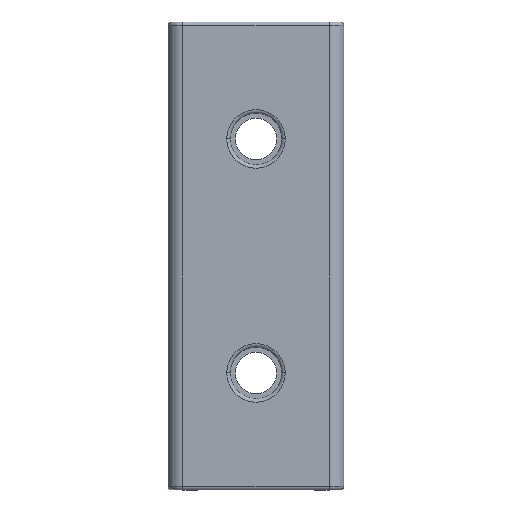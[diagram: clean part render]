
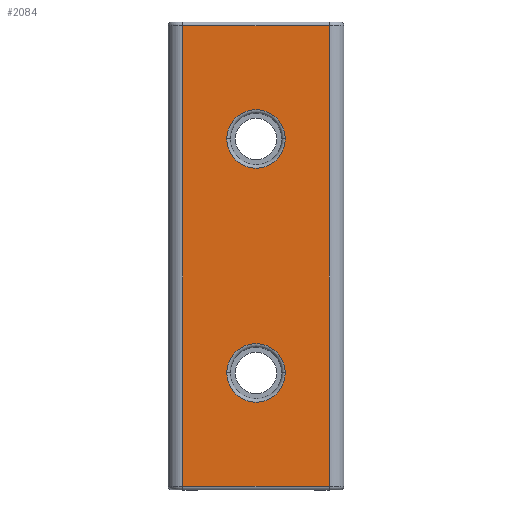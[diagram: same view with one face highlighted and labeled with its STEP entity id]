
A CAD part, top view. The second image highlights one B-rep face of the part: STEP entity #2084.
In plain terms, the highlighted planar face has unit normal (0, 0, 1).
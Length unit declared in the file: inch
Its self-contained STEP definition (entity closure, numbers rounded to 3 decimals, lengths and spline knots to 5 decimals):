
#9 = DIRECTION ( 'NONE',  ( 0., 0., -1. ) ) ;
#16 = FACE_OUTER_BOUND ( 'NONE', #834, .T. ) ;
#43 = VERTEX_POINT ( 'NONE', #1440 ) ;
#49 = LINE ( 'NONE', #1554, #1992 ) ;
#156 = VECTOR ( 'NONE', #2082, 39.37008 ) ;
#243 = VECTOR ( 'NONE', #302, 39.37008 ) ;
#247 = CIRCLE ( 'NONE', #573, 0.125 ) ;
#248 = DIRECTION ( 'NONE',  ( 0., -1., 0. ) ) ;
#264 = CARTESIAN_POINT ( 'NONE',  ( 0., 1.5, 0. ) ) ;
#269 = FACE_BOUND ( 'NONE', #1006, .T. ) ;
#302 = DIRECTION ( 'NONE',  ( 0., 1., 0. ) ) ;
#372 = AXIS2_PLACEMENT_3D ( 'NONE', #593, #9, #1902 ) ;
#410 = CIRCLE ( 'NONE', #372, 0.125 ) ;
#425 = DIRECTION ( 'NONE',  ( -1., 0., 0. ) ) ;
#479 = CARTESIAN_POINT ( 'NONE',  ( -0.125, 0.5, 0. ) ) ;
#526 = CARTESIAN_POINT ( 'NONE',  ( 0.125, 1.5, 0. ) ) ;
#540 = DIRECTION ( 'NONE',  ( 0., 0., -1. ) ) ;
#573 = AXIS2_PLACEMENT_3D ( 'NONE', #264, #2408, #2243 ) ;
#576 = VERTEX_POINT ( 'NONE', #1479 ) ;
#577 = VERTEX_POINT ( 'NONE', #1457 ) ;
#593 = CARTESIAN_POINT ( 'NONE',  ( 0., 0.5, 0. ) ) ;
#615 = EDGE_CURVE ( 'NONE', #1421, #1068, #1305, .T. ) ;
#683 = EDGE_CURVE ( 'NONE', #43, #1678, #1174, .T. ) ;
#703 = LINE ( 'NONE', #2048, #243 ) ;
#819 = EDGE_LOOP ( 'NONE', ( #1111, #1602 ) ) ;
#834 = EDGE_LOOP ( 'NONE', ( #1485, #1443, #1236, #2069 ) ) ;
#924 = CARTESIAN_POINT ( 'NONE',  ( -0.375, 0.015, 0. ) ) ;
#956 = EDGE_CURVE ( 'NONE', #577, #1439, #247, .T. ) ;
#969 = DIRECTION ( 'NONE',  ( 0., 0., -1. ) ) ;
#1006 = EDGE_LOOP ( 'NONE', ( #1026, #1041 ) ) ;
#1026 = ORIENTED_EDGE ( 'NONE', *, *, #956, .T. ) ;
#1041 = ORIENTED_EDGE ( 'NONE', *, *, #1638, .T. ) ;
#1059 = CIRCLE ( 'NONE', #1466, 0.125 ) ;
#1068 = VERTEX_POINT ( 'NONE', #1921 ) ;
#1111 = ORIENTED_EDGE ( 'NONE', *, *, #1872, .T. ) ;
#1128 = CARTESIAN_POINT ( 'NONE',  ( -0.3125, 1.985, 0. ) ) ;
#1152 = CARTESIAN_POINT ( 'NONE',  ( 0., 0.5, 0. ) ) ;
#1174 = CIRCLE ( 'NONE', #2187, 0.125 ) ;
#1175 = DIRECTION ( 'NONE',  ( -1., 0., 0. ) ) ;
#1200 = PLANE ( 'NONE',  #1950 ) ;
#1214 = CARTESIAN_POINT ( 'NONE',  ( 0., 1.5, 0. ) ) ;
#1236 = ORIENTED_EDGE ( 'NONE', *, *, #1840, .T. ) ;
#1305 = LINE ( 'NONE', #924, #156 ) ;
#1356 = DIRECTION ( 'NONE',  ( -1., 0., 0. ) ) ;
#1421 = VERTEX_POINT ( 'NONE', #1733 ) ;
#1439 = VERTEX_POINT ( 'NONE', #526 ) ;
#1440 = CARTESIAN_POINT ( 'NONE',  ( 0.125, 0.5, 0. ) ) ;
#1443 = ORIENTED_EDGE ( 'NONE', *, *, #615, .T. ) ;
#1457 = CARTESIAN_POINT ( 'NONE',  ( -0.125, 1.5, 0. ) ) ;
#1466 = AXIS2_PLACEMENT_3D ( 'NONE', #1214, #969, #2386 ) ;
#1479 = CARTESIAN_POINT ( 'NONE',  ( 0.3125, 1.985, 0. ) ) ;
#1485 = ORIENTED_EDGE ( 'NONE', *, *, #1591, .T. ) ;
#1554 = CARTESIAN_POINT ( 'NONE',  ( -0.3125, 2., 0. ) ) ;
#1591 = EDGE_CURVE ( 'NONE', #2520, #1421, #49, .T. ) ;
#1593 = CARTESIAN_POINT ( 'NONE',  ( -0.3125, 1.985, 0. ) ) ;
#1602 = ORIENTED_EDGE ( 'NONE', *, *, #683, .T. ) ;
#1638 = EDGE_CURVE ( 'NONE', #1439, #577, #1059, .T. ) ;
#1678 = VERTEX_POINT ( 'NONE', #479 ) ;
#1719 = LINE ( 'NONE', #1128, #2354 ) ;
#1733 = CARTESIAN_POINT ( 'NONE',  ( -0.3125, 0.015, 0. ) ) ;
#1784 = DIRECTION ( 'NONE',  ( 0., 0., -1. ) ) ;
#1840 = EDGE_CURVE ( 'NONE', #1068, #576, #703, .T. ) ;
#1872 = EDGE_CURVE ( 'NONE', #1678, #43, #410, .T. ) ;
#1902 = DIRECTION ( 'NONE',  ( -1., 0., 0. ) ) ;
#1921 = CARTESIAN_POINT ( 'NONE',  ( 0.3125, 0.015, 0. ) ) ;
#1950 = AXIS2_PLACEMENT_3D ( 'NONE', #1976, #1784, #425 ) ;
#1976 = CARTESIAN_POINT ( 'NONE',  ( -0.375, 2., 0. ) ) ;
#1992 = VECTOR ( 'NONE', #248, 39.37008 ) ;
#2017 = FACE_BOUND ( 'NONE', #819, .T. ) ;
#2048 = CARTESIAN_POINT ( 'NONE',  ( 0.3125, 2., 0. ) ) ;
#2069 = ORIENTED_EDGE ( 'NONE', *, *, #2351, .T. ) ;
#2082 = DIRECTION ( 'NONE',  ( 1., 0., 0. ) ) ;
#2084 = ADVANCED_FACE ( 'NONE', ( #269, #2017, #16 ), #1200, .F. ) ;
#2187 = AXIS2_PLACEMENT_3D ( 'NONE', #1152, #540, #1356 ) ;
#2243 = DIRECTION ( 'NONE',  ( -1., 0., 0. ) ) ;
#2351 = EDGE_CURVE ( 'NONE', #576, #2520, #1719, .T. ) ;
#2354 = VECTOR ( 'NONE', #1175, 39.37008 ) ;
#2386 = DIRECTION ( 'NONE',  ( -1., 0., 0. ) ) ;
#2408 = DIRECTION ( 'NONE',  ( 0., 0., -1. ) ) ;
#2520 = VERTEX_POINT ( 'NONE', #1593 ) ;
